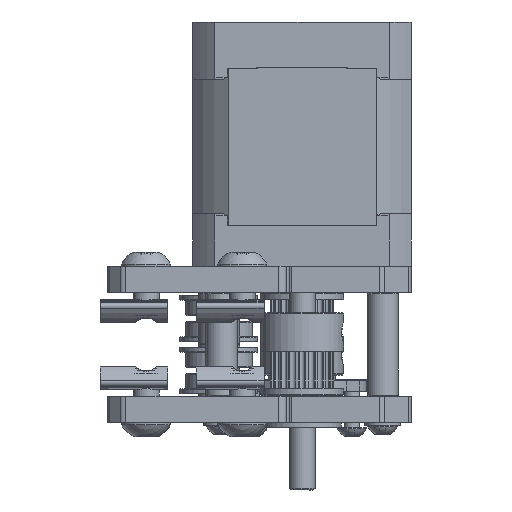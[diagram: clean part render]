
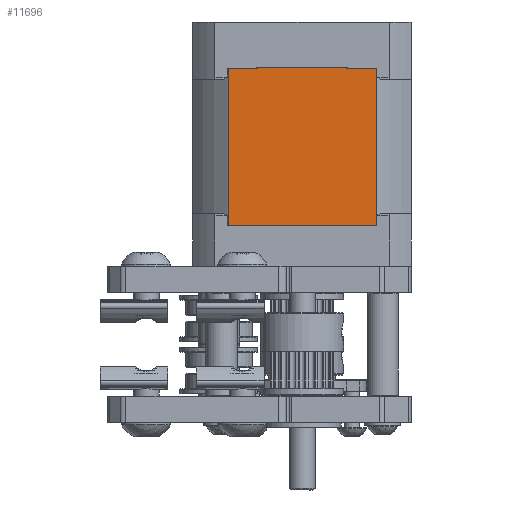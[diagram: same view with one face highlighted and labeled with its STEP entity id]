
A CAD part, left-side view. The second image highlights one B-rep face of the part: STEP entity #11696.
In plain terms, the highlighted planar face has unit normal (-1, 0, 0).
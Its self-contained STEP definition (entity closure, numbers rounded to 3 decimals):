
#788=PLANE('',#13160);
#1608=LINE('',#20904,#2459);
#1611=LINE('',#20915,#2462);
#1613=LINE('',#20924,#2464);
#1615=LINE('',#20928,#2466);
#1617=LINE('',#20931,#2468);
#1816=LINE('',#21605,#2667);
#1818=LINE('',#21612,#2669);
#1819=LINE('',#21614,#2670);
#1820=LINE('',#21616,#2671);
#1821=LINE('',#21618,#2672);
#1822=LINE('',#21620,#2673);
#1823=LINE('',#21621,#2674);
#2459=VECTOR('',#15520,30.2);
#2462=VECTOR('',#15529,0.1);
#2464=VECTOR('',#15537,0.1);
#2466=VECTOR('',#15543,5.724);
#2468=VECTOR('',#15547,5.724);
#2667=VECTOR('',#16202,17.012);
#2669=VECTOR('',#16210,0.1);
#2670=VECTOR('',#16211,5.724);
#2671=VECTOR('',#16212,30.2);
#2672=VECTOR('',#16213,5.724);
#2673=VECTOR('',#16214,0.1);
#2674=VECTOR('',#16215,17.012);
#3436=FACE_OUTER_BOUND('',#4152,.T.);
#4152=EDGE_LOOP('',(#9995,#9996,#9997,#9998,#9999,#10000,#10001,#10002,
#10003,#10004,#10005,#10006));
#5641=VERTEX_POINT('',#20901);
#5642=VERTEX_POINT('',#20903);
#5646=VERTEX_POINT('',#20912);
#5647=VERTEX_POINT('',#20914);
#5650=VERTEX_POINT('',#20921);
#5651=VERTEX_POINT('',#20923);
#5868=VERTEX_POINT('',#21603);
#5870=VERTEX_POINT('',#21611);
#5871=VERTEX_POINT('',#21613);
#5872=VERTEX_POINT('',#21615);
#5873=VERTEX_POINT('',#21617);
#5874=VERTEX_POINT('',#21619);
#6983=EDGE_CURVE('',#5642,#5641,#1608,.T.);
#6988=EDGE_CURVE('',#5647,#5646,#1611,.T.);
#6992=EDGE_CURVE('',#5651,#5650,#1613,.T.);
#6995=EDGE_CURVE('',#5641,#5651,#1615,.T.);
#6997=EDGE_CURVE('',#5646,#5642,#1617,.T.);
#7318=EDGE_CURVE('',#5650,#5868,#1816,.T.);
#7321=EDGE_CURVE('',#5868,#5870,#1818,.T.);
#7322=EDGE_CURVE('',#5871,#5870,#1819,.T.);
#7323=EDGE_CURVE('',#5872,#5871,#1820,.T.);
#7324=EDGE_CURVE('',#5873,#5872,#1821,.T.);
#7325=EDGE_CURVE('',#5873,#5874,#1822,.T.);
#7326=EDGE_CURVE('',#5874,#5647,#1823,.T.);
#9995=ORIENTED_EDGE('',*,*,#7318,.T.);
#9996=ORIENTED_EDGE('',*,*,#7321,.T.);
#9997=ORIENTED_EDGE('',*,*,#7322,.F.);
#9998=ORIENTED_EDGE('',*,*,#7323,.F.);
#9999=ORIENTED_EDGE('',*,*,#7324,.F.);
#10000=ORIENTED_EDGE('',*,*,#7325,.T.);
#10001=ORIENTED_EDGE('',*,*,#7326,.T.);
#10002=ORIENTED_EDGE('',*,*,#6988,.T.);
#10003=ORIENTED_EDGE('',*,*,#6997,.T.);
#10004=ORIENTED_EDGE('',*,*,#6983,.T.);
#10005=ORIENTED_EDGE('',*,*,#6995,.T.);
#10006=ORIENTED_EDGE('',*,*,#6992,.T.);
#11696=ADVANCED_FACE('',(#3436),#788,.T.);
#13160=AXIS2_PLACEMENT_3D('',#21610,#16208,#16209);
#15520=DIRECTION('',(0.,0.,-1.));
#15529=DIRECTION('',(0.,0.,-1.));
#15537=DIRECTION('',(0.,0.,-1.));
#15543=DIRECTION('',(0.,-1.,0.));
#15547=DIRECTION('',(0.,1.,0.));
#16202=DIRECTION('',(0.,-1.,0.));
#16208=DIRECTION('center_axis',(-1.,0.,0.));
#16209=DIRECTION('ref_axis',(0.,0.,1.));
#16210=DIRECTION('',(0.,0.,1.));
#16211=DIRECTION('',(0.,1.,0.));
#16212=DIRECTION('',(0.,0.,-1.));
#16213=DIRECTION('',(0.,-1.,0.));
#16214=DIRECTION('',(0.,0.,1.));
#16215=DIRECTION('',(0.,1.,0.));
#20901=CARTESIAN_POINT('',(-21.1,14.23,-19.54));
#20903=CARTESIAN_POINT('',(-21.1,14.23,10.66));
#20904=CARTESIAN_POINT('',(-21.1,14.23,10.66));
#20912=CARTESIAN_POINT('',(-21.1,8.506,10.66));
#20914=CARTESIAN_POINT('',(-21.1,8.506,10.76));
#20915=CARTESIAN_POINT('',(-21.1,8.506,10.76));
#20921=CARTESIAN_POINT('',(-21.1,8.506,-19.64));
#20923=CARTESIAN_POINT('',(-21.1,8.506,-19.54));
#20924=CARTESIAN_POINT('',(-21.1,8.506,-19.54));
#20928=CARTESIAN_POINT('',(-21.1,14.23,-19.54));
#20931=CARTESIAN_POINT('',(-21.1,8.506,10.66));
#21603=CARTESIAN_POINT('',(-21.1,-8.506,-19.64));
#21605=CARTESIAN_POINT('',(-21.1,8.506,-19.64));
#21610=CARTESIAN_POINT('Origin',(-21.1,-14.231,-19.641));
#21611=CARTESIAN_POINT('',(-21.1,-8.506,-19.54));
#21612=CARTESIAN_POINT('',(-21.1,-8.506,-19.64));
#21613=CARTESIAN_POINT('',(-21.1,-14.23,-19.54));
#21614=CARTESIAN_POINT('',(-21.1,-14.23,-19.54));
#21615=CARTESIAN_POINT('',(-21.1,-14.23,10.66));
#21616=CARTESIAN_POINT('',(-21.1,-14.23,10.66));
#21617=CARTESIAN_POINT('',(-21.1,-8.506,10.66));
#21618=CARTESIAN_POINT('',(-21.1,-8.506,10.66));
#21619=CARTESIAN_POINT('',(-21.1,-8.506,10.76));
#21620=CARTESIAN_POINT('',(-21.1,-8.506,10.66));
#21621=CARTESIAN_POINT('',(-21.1,-8.506,10.76));
